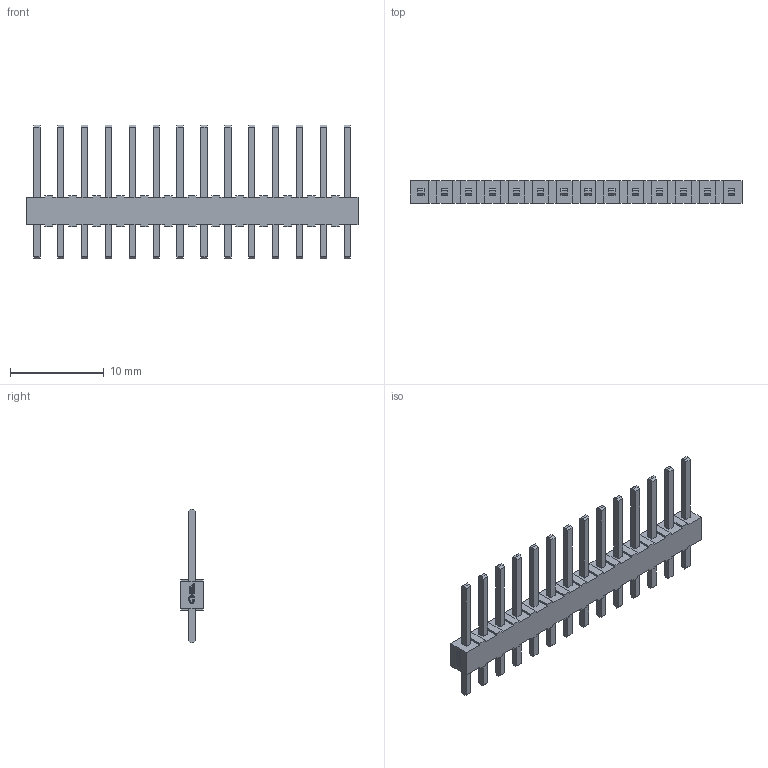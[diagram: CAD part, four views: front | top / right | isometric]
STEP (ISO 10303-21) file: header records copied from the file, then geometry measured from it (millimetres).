
FILE_DESCRIPTION(/* description */ ('Designed by EasyEDA Pro'),/* implementation_level */ '2;1');
FILE_NAME(/* name */ 'PZ_2.54_1X14P_LH.step',/* time_stamp */ '2025-03-27T09:18:23+08:00',/* author */ (''),/* organization */ (''),/* preprocessor_version */ 'ST-DEVELOPER v20.1',/* originating_system */ 'Autodesk Translation Framework v14.4.0.0',/* authorisation */ '');
FILE_SCHEMA (('AUTOMOTIVE_DESIGN { 1 0 10303 214 3 1 1 }','PROCESS_PLANNING_SCHEMA'));
Length unit declared in the file: millimetre
Products named in the file (3): EVSF-PCBModel; EVSF-Board; EVSF-H1-HDR-TH_14P-P2.54-V-M
Assembly tree (2 placements, depth 2):
  EVSF-PCBModel
    EVSF-Board
    EVSF-H1-HDR-TH_14P-P2.54-V-M
Bounding box: 35.32 x 2.36 x 14.22 mm (x, y, z)
Volume: 322.5 mm3; surface area: 837.5 mm2
Topology: 1 solids, 1 shells, 590 faces, 1602 edges, 1068 vertices
Faces by surface type: plane 476, bspline 114
Entity records: 20185 total; most frequent: CARTESIAN_POINT 5363, ORIENTED_EDGE 3204, DIRECTION 2508, EDGE_CURVE 1602, LINE 1374, VECTOR 1374, VERTEX_POINT 1068, EDGE_LOOP 644
